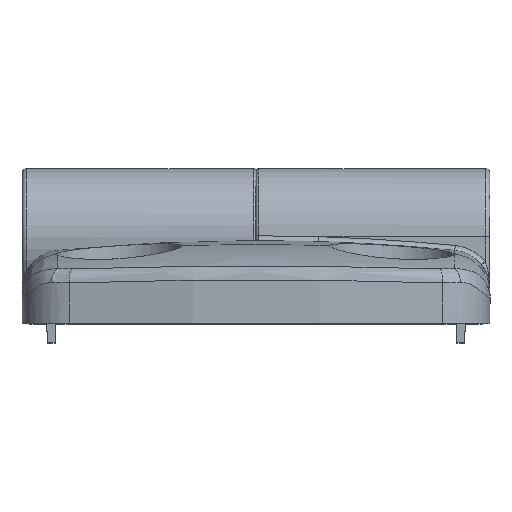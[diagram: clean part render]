
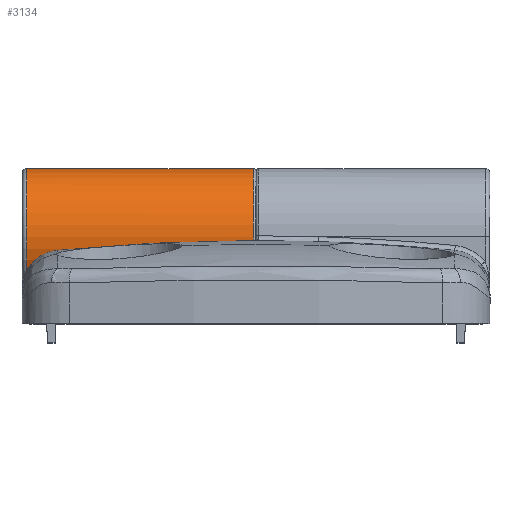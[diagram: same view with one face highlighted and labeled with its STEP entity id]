
A CAD part, top view. The second image highlights one B-rep face of the part: STEP entity #3134.
In plain terms, the highlighted cylindrical face has radius 7 mm (diameter 14 mm), a partial arc.
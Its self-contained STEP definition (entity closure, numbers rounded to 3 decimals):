
#200=B_SPLINE_CURVE_WITH_KNOTS('',3,(#4594,#4595,#4596,#4597),
 .UNSPECIFIED.,.F.,.F.,(4,4),(0.,0.006),
 .UNSPECIFIED.);
#289=FACE_OUTER_BOUND('',#468,.T.);
#468=EDGE_LOOP('',(#2051,#2052,#2053,#2054,#2055));
#665=LINE('',#4599,#906);
#666=LINE('',#4602,#907);
#906=VECTOR('',#3656,17.041);
#907=VECTOR('',#3659,23.2);
#1156=CIRCLE('',#3352,7.);
#1157=CIRCLE('',#3353,7.);
#1278=VERTEX_POINT('',#4590);
#1279=VERTEX_POINT('',#4591);
#1280=VERTEX_POINT('',#4593);
#1281=VERTEX_POINT('',#4598);
#1282=VERTEX_POINT('',#4600);
#1579=EDGE_CURVE('',#1278,#1279,#1156,.T.);
#1580=EDGE_CURVE('',#1279,#1280,#200,.T.);
#1581=EDGE_CURVE('',#1280,#1281,#665,.T.);
#1582=EDGE_CURVE('',#1281,#1282,#1157,.T.);
#1583=EDGE_CURVE('',#1278,#1282,#666,.T.);
#2051=ORIENTED_EDGE('',*,*,#1579,.T.);
#2052=ORIENTED_EDGE('',*,*,#1580,.T.);
#2053=ORIENTED_EDGE('',*,*,#1581,.T.);
#2054=ORIENTED_EDGE('',*,*,#1582,.T.);
#2055=ORIENTED_EDGE('',*,*,#1583,.F.);
#2922=CYLINDRICAL_SURFACE('',#3351,7.);
#3134=ADVANCED_FACE('',(#289),#2922,.T.);
#3351=AXIS2_PLACEMENT_3D('',#4589,#3652,#3653);
#3352=AXIS2_PLACEMENT_3D('',#4592,#3654,#3655);
#3353=AXIS2_PLACEMENT_3D('',#4601,#3657,#3658);
#3652=DIRECTION('center_axis',(-1.,0.,0.));
#3653=DIRECTION('ref_axis',(0.,0.,1.));
#3654=DIRECTION('center_axis',(-1.,0.,0.));
#3655=DIRECTION('ref_axis',(0.,0.,-1.));
#3656=DIRECTION('',(-1.,0.,0.));
#3657=DIRECTION('center_axis',(1.,0.,0.));
#3658=DIRECTION('ref_axis',(0.,0.,-1.));
#3659=DIRECTION('',(-1.,0.,0.));
#4589=CARTESIAN_POINT('Origin',(24.,0.,0.));
#4590=CARTESIAN_POINT('',(-0.3,-6.062,3.5));
#4591=CARTESIAN_POINT('',(-0.3,0.093,-6.999));
#4592=CARTESIAN_POINT('Origin',(-0.3,0.,0.));
#4593=CARTESIAN_POINT('',(-6.459,0.,-7.));
#4594=CARTESIAN_POINT('Ctrl Pts',(-0.3,0.093,
-6.999));
#4595=CARTESIAN_POINT('Ctrl Pts',(-2.354,0.09,-6.999));
#4596=CARTESIAN_POINT('Ctrl Pts',(-4.407,0.059,-7.));
#4597=CARTESIAN_POINT('Ctrl Pts',(-6.459,0.,-7.));
#4598=CARTESIAN_POINT('',(-23.5,0.,-7.));
#4599=CARTESIAN_POINT('',(-6.459,0.,-7.));
#4600=CARTESIAN_POINT('',(-23.5,-6.062,3.5));
#4601=CARTESIAN_POINT('Origin',(-23.5,0.,0.));
#4602=CARTESIAN_POINT('',(-0.3,-6.062,3.5));
